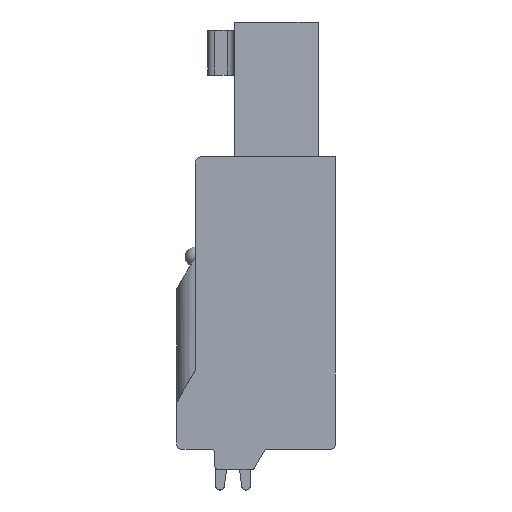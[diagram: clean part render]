
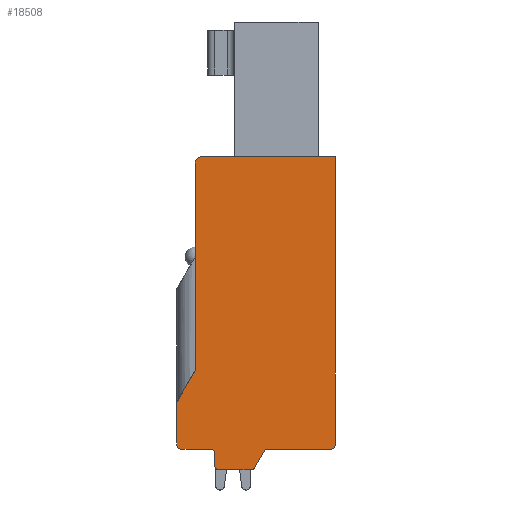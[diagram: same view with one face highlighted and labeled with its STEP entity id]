
A CAD part, front view. The second image highlights one B-rep face of the part: STEP entity #18508.
In plain terms, the highlighted planar face has unit normal (0, -1, 0).
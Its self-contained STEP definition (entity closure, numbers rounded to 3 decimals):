
#1925=DIRECTION('',(0.,0.,-1.));
#1926=VECTOR('',#1925,10.141);
#1927=CARTESIAN_POINT('',(-6.85,0.,-0.3));
#1928=LINE('',#1927,#1926);
#2196=DIRECTION('',(0.,0.,-1.));
#2197=VECTOR('',#2196,2.1);
#2198=CARTESIAN_POINT('',(-7.75,0.,-12.));
#2199=LINE('',#2198,#2197);
#2212=DIRECTION('',(1.,0.,0.));
#2213=VECTOR('',#2212,1.45);
#2214=CARTESIAN_POINT('',(-7.55,0.,-14.3));
#2215=LINE('',#2214,#2213);
#2220=DIRECTION('',(1.,0.,0.));
#2221=VECTOR('',#2220,3.107);
#2222=CARTESIAN_POINT('',(-3.307,0.,-14.3));
#2223=LINE('',#2222,#2221);
#2508=DIRECTION('',(0.,0.,1.));
#2509=VECTOR('',#2508,14.1);
#2510=CARTESIAN_POINT('',(0.,0.,-14.1));
#2511=LINE('',#2510,#2509);
#3154=DIRECTION('',(1.,0.,0.));
#3155=VECTOR('',#3154,6.55);
#3156=CARTESIAN_POINT('',(-6.55,0.,0.));
#3157=LINE('',#3156,#3155);
#3158=CARTESIAN_POINT('',(-0.2,0.,-14.1));
#3159=DIRECTION('',(0.,1.,0.));
#3160=DIRECTION('',(1.,0.,0.));
#3161=AXIS2_PLACEMENT_3D('',#3158,#3159,#3160);
#3163=CARTESIAN_POINT('',(-3.307,0.,-14.5));
#3164=DIRECTION('',(0.,-1.,0.));
#3165=DIRECTION('',(0.,0.,1.));
#3166=AXIS2_PLACEMENT_3D('',#3163,#3164,#3165);
#3168=DIRECTION('',(-0.5,0.,-0.866));
#3169=VECTOR('',#3168,0.924);
#3170=CARTESIAN_POINT('',(-3.48,0.,-14.4));
#3171=LINE('',#3170,#3169);
#3172=CARTESIAN_POINT('',(-4.115,0.,-15.1));
#3173=DIRECTION('',(0.,1.,0.));
#3174=DIRECTION('',(0.866,0.,-0.5));
#3175=AXIS2_PLACEMENT_3D('',#3172,#3173,#3174);
#3177=CARTESIAN_POINT('',(-5.7,0.,-15.1));
#3178=DIRECTION('',(0.,1.,0.));
#3179=DIRECTION('',(0.,0.,-1.));
#3180=AXIS2_PLACEMENT_3D('',#3177,#3178,#3179);
#3182=CARTESIAN_POINT('',(-6.1,0.,-14.5));
#3183=DIRECTION('',(0.,-1.,0.));
#3184=DIRECTION('',(1.,0.,0.));
#3185=AXIS2_PLACEMENT_3D('',#3182,#3183,#3184);
#3187=CARTESIAN_POINT('',(-7.55,0.,-14.1));
#3188=DIRECTION('',(0.,1.,0.));
#3189=DIRECTION('',(0.,0.,-1.));
#3190=AXIS2_PLACEMENT_3D('',#3187,#3188,#3189);
#3192=DIRECTION('',(0.5,0.,0.866));
#3193=VECTOR('',#3192,1.8);
#3194=CARTESIAN_POINT('',(-7.75,0.,-12.));
#3195=LINE('',#3194,#3193);
#3196=CARTESIAN_POINT('',(-6.55,0.,-0.3));
#3197=DIRECTION('',(0.,1.,0.));
#3198=DIRECTION('',(-1.,0.,0.));
#3199=AXIS2_PLACEMENT_3D('',#3196,#3197,#3198);
#3249=DIRECTION('',(0.,0.,-1.));
#3250=VECTOR('',#3249,0.6);
#3251=CARTESIAN_POINT('',(-5.9,0.,-14.5));
#3252=LINE('',#3251,#3250);
#3261=DIRECTION('',(1.,0.,0.));
#3262=VECTOR('',#3261,1.585);
#3263=CARTESIAN_POINT('',(-5.7,0.,-15.3));
#3264=LINE('',#3263,#3262);
#11587=CARTESIAN_POINT('',(-6.85,0.,-0.3));
#11588=VERTEX_POINT('',#11587);
#11589=CARTESIAN_POINT('',(-6.85,0.,-10.441));
#11590=VERTEX_POINT('',#11589);
#11656=CARTESIAN_POINT('',(-7.75,0.,-12.));
#11657=VERTEX_POINT('',#11656);
#11658=CARTESIAN_POINT('',(-7.75,0.,-14.1));
#11659=VERTEX_POINT('',#11658);
#11660=CARTESIAN_POINT('',(-7.55,0.,-14.3));
#11661=VERTEX_POINT('',#11660);
#11662=CARTESIAN_POINT('',(-6.1,0.,-14.3));
#11663=VERTEX_POINT('',#11662);
#11668=CARTESIAN_POINT('',(-3.307,0.,-14.3));
#11669=VERTEX_POINT('',#11668);
#11670=CARTESIAN_POINT('',(-0.2,0.,-14.3));
#11671=VERTEX_POINT('',#11670);
#11728=CARTESIAN_POINT('',(0.,0.,-14.1));
#11729=VERTEX_POINT('',#11728);
#11730=CARTESIAN_POINT('',(0.,0.,0.));
#11731=VERTEX_POINT('',#11730);
#11732=CARTESIAN_POINT('',(-6.55,0.,0.));
#11733=VERTEX_POINT('',#11732);
#11760=CARTESIAN_POINT('',(-3.48,0.,-14.4));
#11761=VERTEX_POINT('',#11760);
#11762=CARTESIAN_POINT('',(-3.942,0.,-15.2));
#11763=VERTEX_POINT('',#11762);
#11764=CARTESIAN_POINT('',(-4.115,0.,-15.3));
#11765=VERTEX_POINT('',#11764);
#11766=CARTESIAN_POINT('',(-5.7,0.,-15.3));
#11767=VERTEX_POINT('',#11766);
#11768=CARTESIAN_POINT('',(-5.9,0.,-15.1));
#11769=VERTEX_POINT('',#11768);
#11770=CARTESIAN_POINT('',(-5.9,0.,-14.5));
#11771=VERTEX_POINT('',#11770);
#18475=CARTESIAN_POINT('',(0.,0.,0.));
#18476=DIRECTION('',(0.,1.,0.));
#18477=DIRECTION('',(1.,0.,0.));
#18478=AXIS2_PLACEMENT_3D('',#18475,#18476,#18477);
#18479=PLANE('',#18478);
#18480=ORIENTED_EDGE('',*,*,#17853,.T.);
#18481=ORIENTED_EDGE('',*,*,#17824,.F.);
#18482=ORIENTED_EDGE('',*,*,#17809,.T.);
#18483=ORIENTED_EDGE('',*,*,#17440,.F.);
#18485=ORIENTED_EDGE('',*,*,#18484,.T.);
#18487=ORIENTED_EDGE('',*,*,#18486,.T.);
#18489=ORIENTED_EDGE('',*,*,#18488,.T.);
#18491=ORIENTED_EDGE('',*,*,#18490,.F.);
#18493=ORIENTED_EDGE('',*,*,#18492,.T.);
#18495=ORIENTED_EDGE('',*,*,#18494,.F.);
#18497=ORIENTED_EDGE('',*,*,#18496,.T.);
#18498=ORIENTED_EDGE('',*,*,#17432,.F.);
#18499=ORIENTED_EDGE('',*,*,#17409,.T.);
#18500=ORIENTED_EDGE('',*,*,#17394,.F.);
#18502=ORIENTED_EDGE('',*,*,#18501,.T.);
#18503=ORIENTED_EDGE('',*,*,#17070,.F.);
#18505=ORIENTED_EDGE('',*,*,#18504,.T.);
#18506=EDGE_LOOP('',(#18480,#18481,#18482,#18483,#18485,#18487,#18489,#18491,
#18493,#18495,#18497,#18498,#18499,#18500,#18502,#18503,#18505));
#18507=FACE_OUTER_BOUND('',#18506,.F.);
#3162=CIRCLE('',#3161,0.2);
#3167=CIRCLE('',#3166,0.2);
#3176=CIRCLE('',#3175,0.2);
#3181=CIRCLE('',#3180,0.2);
#3186=CIRCLE('',#3185,0.2);
#3191=CIRCLE('',#3190,0.2);
#3200=CIRCLE('',#3199,0.3);
#17070=EDGE_CURVE('',#11588,#11590,#1928,.T.);
#17394=EDGE_CURVE('',#11657,#11659,#2199,.T.);
#17409=EDGE_CURVE('',#11661,#11659,#3191,.T.);
#17432=EDGE_CURVE('',#11661,#11663,#2215,.T.);
#17440=EDGE_CURVE('',#11669,#11671,#2223,.T.);
#17809=EDGE_CURVE('',#11729,#11671,#3162,.T.);
#17824=EDGE_CURVE('',#11729,#11731,#2511,.T.);
#17853=EDGE_CURVE('',#11733,#11731,#3157,.T.);
#18484=EDGE_CURVE('',#11669,#11761,#3167,.T.);
#18486=EDGE_CURVE('',#11761,#11763,#3171,.T.);
#18488=EDGE_CURVE('',#11763,#11765,#3176,.T.);
#18490=EDGE_CURVE('',#11767,#11765,#3264,.T.);
#18492=EDGE_CURVE('',#11767,#11769,#3181,.T.);
#18494=EDGE_CURVE('',#11771,#11769,#3252,.T.);
#18496=EDGE_CURVE('',#11771,#11663,#3186,.T.);
#18501=EDGE_CURVE('',#11657,#11590,#3195,.T.);
#18504=EDGE_CURVE('',#11588,#11733,#3200,.T.);
#18508=ADVANCED_FACE('',(#18507),#18479,.F.);
